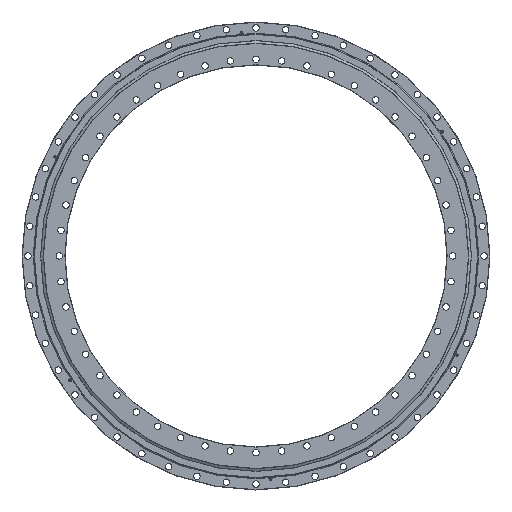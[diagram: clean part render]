
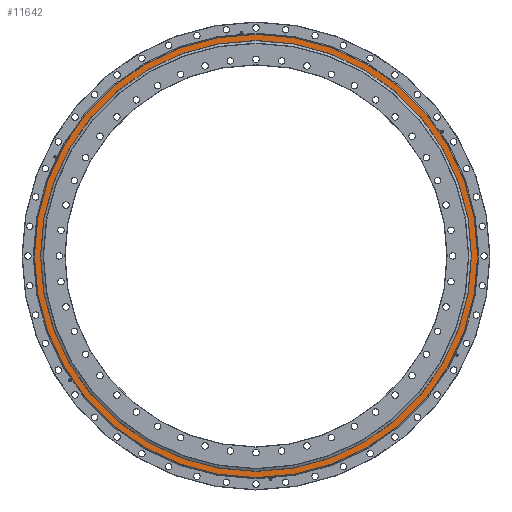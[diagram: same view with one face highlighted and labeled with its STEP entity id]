
A CAD part, top view. The second image highlights one B-rep face of the part: STEP entity #11642.
In plain terms, the highlighted face is planar.
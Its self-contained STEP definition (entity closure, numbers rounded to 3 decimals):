
#421 = AXIS2_PLACEMENT_3D ( 'NONE', #833, #8612, #1960 ) ;
#619 = CARTESIAN_POINT ( 'NONE',  ( 757.5, 0., -26. ) ) ;
#833 = CARTESIAN_POINT ( 'NONE',  ( 0., 0., -26. ) ) ;
#982 = ORIENTED_EDGE ( 'NONE', *, *, #13491, .T. ) ;
#1147 = PLANE ( 'NONE',  #10650 ) ;
#1433 = CIRCLE ( 'NONE', #1848, 730. ) ;
#1848 = AXIS2_PLACEMENT_3D ( 'NONE', #2847, #10622, #3948 ) ;
#1960 = DIRECTION ( 'NONE',  ( 1., 0., 0. ) ) ;
#2492 = VERTEX_POINT ( 'NONE', #619 ) ;
#2675 = CARTESIAN_POINT ( 'NONE',  ( -730., 0., -26. ) ) ;
#2847 = CARTESIAN_POINT ( 'NONE',  ( 0., 0., -26. ) ) ;
#3948 = DIRECTION ( 'NONE',  ( 1., 0., 0. ) ) ;
#4196 = ORIENTED_EDGE ( 'NONE', *, *, #6977, .T. ) ;
#4929 = CIRCLE ( 'NONE', #9670, 757.5 ) ;
#5032 = CIRCLE ( 'NONE', #13205, 757.5 ) ;
#5176 = DIRECTION ( 'NONE',  ( 0., 0., -1. ) ) ;
#5190 = CARTESIAN_POINT ( 'NONE',  ( 730., 0., -26. ) ) ;
#5559 = CARTESIAN_POINT ( 'NONE',  ( 0., 0., -26. ) ) ;
#6698 = DIRECTION ( 'NONE',  ( 1., 0., 0. ) ) ;
#6723 = DIRECTION ( 'NONE',  ( 1., 0., 0. ) ) ;
#6730 = EDGE_LOOP ( 'NONE', ( #9821, #12639 ) ) ;
#6830 = VERTEX_POINT ( 'NONE', #12830 ) ;
#6977 = EDGE_CURVE ( 'NONE', #2492, #6830, #4929, .T. ) ;
#7880 = EDGE_CURVE ( 'NONE', #13446, #13028, #1433, .T. ) ;
#8261 = EDGE_LOOP ( 'NONE', ( #4196, #982 ) ) ;
#8612 = DIRECTION ( 'NONE',  ( 0., 0., 1. ) ) ;
#9020 = FACE_OUTER_BOUND ( 'NONE', #8261, .T. ) ;
#9381 = FACE_BOUND ( 'NONE', #6730, .T. ) ;
#9670 = AXIS2_PLACEMENT_3D ( 'NONE', #5559, #13376, #6698 ) ;
#9821 = ORIENTED_EDGE ( 'NONE', *, *, #7880, .T. ) ;
#10622 = DIRECTION ( 'NONE',  ( 0., 0., 1. ) ) ;
#10650 = AXIS2_PLACEMENT_3D ( 'NONE', #11167, #13407, #6723 ) ;
#10777 = CIRCLE ( 'NONE', #421, 730. ) ;
#11167 = CARTESIAN_POINT ( 'NONE',  ( -758.5, 0., -26. ) ) ;
#11642 = ADVANCED_FACE ( 'NONE', ( #9381, #9020 ), #1147, .F. ) ;
#11873 = CARTESIAN_POINT ( 'NONE',  ( 0., 0., -26. ) ) ;
#12097 = EDGE_CURVE ( 'NONE', #13028, #13446, #10777, .T. ) ;
#12639 = ORIENTED_EDGE ( 'NONE', *, *, #12097, .T. ) ;
#12830 = CARTESIAN_POINT ( 'NONE',  ( -757.5, 0., -26. ) ) ;
#12994 = DIRECTION ( 'NONE',  ( 1., 0., 0. ) ) ;
#13028 = VERTEX_POINT ( 'NONE', #5190 ) ;
#13205 = AXIS2_PLACEMENT_3D ( 'NONE', #11873, #5176, #12994 ) ;
#13376 = DIRECTION ( 'NONE',  ( 0., 0., -1. ) ) ;
#13407 = DIRECTION ( 'NONE',  ( 0., 0., 1. ) ) ;
#13446 = VERTEX_POINT ( 'NONE', #2675 ) ;
#13491 = EDGE_CURVE ( 'NONE', #6830, #2492, #5032, .T. ) ;
